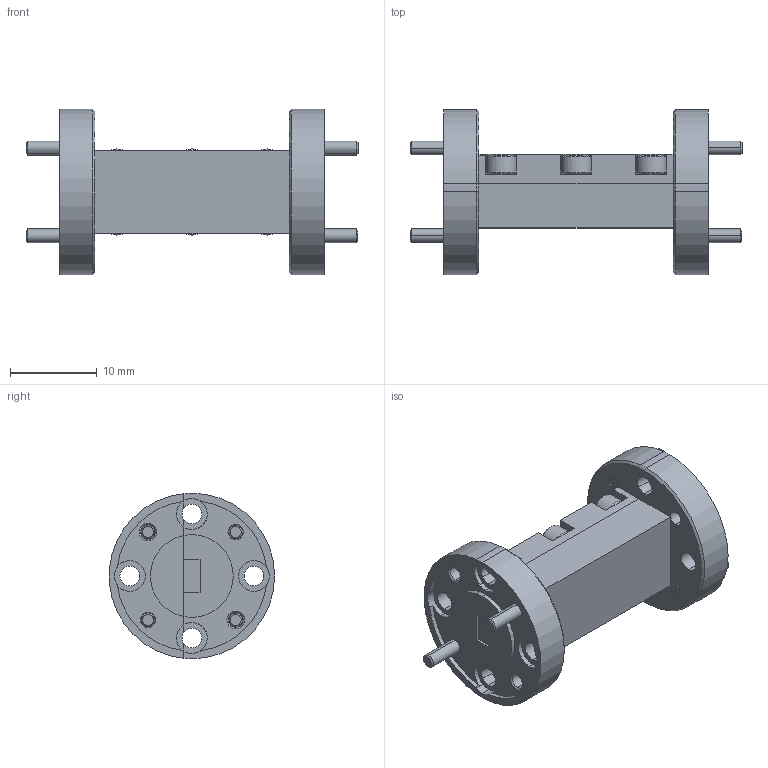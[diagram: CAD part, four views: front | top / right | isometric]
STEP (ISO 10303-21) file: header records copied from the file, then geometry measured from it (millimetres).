
FILE_DESCRIPTION (( 'STEP AP203' ), '1' );
FILE_NAME ('DMWF-15-101-H1A DF.STEP', '2019-06-19T23:40:09', ( '' ), ( '' ), 'SwSTEP 2.0', 'SolidWorks 2016', '' );
FILE_SCHEMA (( 'CONFIG_CONTROL_DESIGN' ));
Length unit declared in the file: inch
Products named in the file (1): DMWF-15-101-H1A DF
Bounding box: 38.23 x 19.01 x 19.05 mm (x, y, z)
Volume: 3784.6 mm3; surface area: 3646 mm2
Topology: 6 solids, 12 shells, 388 faces, 948 edges, 580 vertices
Faces by surface type: cylinder 144, plane 138, cone 106
Entity records: 11673 total; most frequent: CARTESIAN_POINT 2175, DIRECTION 2094, ORIENTED_EDGE 1896, EDGE_CURVE 948, AXIS2_PLACEMENT_3D 807, VERTEX_POINT 580, LINE 480, VECTOR 480
